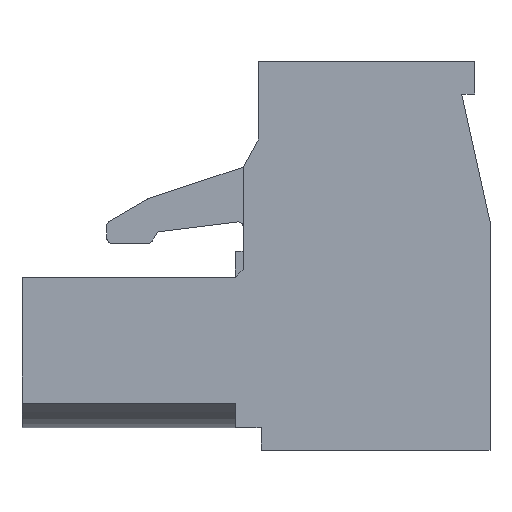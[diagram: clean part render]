
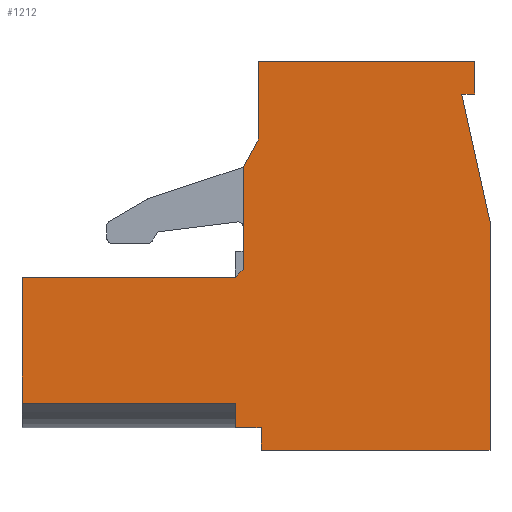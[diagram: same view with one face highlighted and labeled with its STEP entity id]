
A CAD part, left-side view. The second image highlights one B-rep face of the part: STEP entity #1212.
In plain terms, the highlighted planar face has unit normal (-1, 0, 0).
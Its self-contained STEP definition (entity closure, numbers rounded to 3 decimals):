
#1212 = ADVANCED_FACE( '', ( #2548 ), #2549, .T. );
#2548 = FACE_OUTER_BOUND( '', #4070, .T. );
#2549 = PLANE( '', #4071 );
#4070 = EDGE_LOOP( '', ( #7236, #7237, #7238, #7239, #7240, #7241, #7242, #7243, #7244, #7245, #7246, #7247, #7248, #7249, #7250, #7251 ) );
#4071 = AXIS2_PLACEMENT_3D( '', #7252, #7253, #7254 );
#7236 = ORIENTED_EDGE( '', *, *, #10483, .T. );
#7237 = ORIENTED_EDGE( '', *, *, #10253, .F. );
#7238 = ORIENTED_EDGE( '', *, *, #9918, .T. );
#7239 = ORIENTED_EDGE( '', *, *, #10427, .T. );
#7240 = ORIENTED_EDGE( '', *, *, #10484, .T. );
#7241 = ORIENTED_EDGE( '', *, *, #10485, .T. );
#7242 = ORIENTED_EDGE( '', *, *, #9926, .T. );
#7243 = ORIENTED_EDGE( '', *, *, #10486, .T. );
#7244 = ORIENTED_EDGE( '', *, *, #10396, .T. );
#7245 = ORIENTED_EDGE( '', *, *, #9186, .T. );
#7246 = ORIENTED_EDGE( '', *, *, #10487, .T. );
#7247 = ORIENTED_EDGE( '', *, *, #9596, .T. );
#7248 = ORIENTED_EDGE( '', *, *, #10488, .T. );
#7249 = ORIENTED_EDGE( '', *, *, #10489, .T. );
#7250 = ORIENTED_EDGE( '', *, *, #10026, .T. );
#7251 = ORIENTED_EDGE( '', *, *, #10020, .T. );
#7252 = CARTESIAN_POINT( '', ( -7.62, 0., 0. ) );
#7253 = DIRECTION( '', ( -1., 0., 0. ) );
#7254 = DIRECTION( '', ( 0., 0., 1. ) );
#9186 = EDGE_CURVE( '', #10944, #10945, #10946, .T. );
#9596 = EDGE_CURVE( '', #11666, #11664, #11667, .T. );
#9918 = EDGE_CURVE( '', #12176, #12177, #12178, .T. );
#9926 = EDGE_CURVE( '', #12190, #12188, #12191, .T. );
#10020 = EDGE_CURVE( '', #12338, #12336, #12339, .T. );
#10026 = EDGE_CURVE( '', #12343, #12338, #12348, .F. );
#10253 = EDGE_CURVE( '', #12176, #12683, #12686, .T. );
#10396 = EDGE_CURVE( '', #12888, #10944, #12889, .T. );
#10427 = EDGE_CURVE( '', #12177, #12932, #12933, .T. );
#10483 = EDGE_CURVE( '', #12336, #12683, #13010, .T. );
#10484 = EDGE_CURVE( '', #12932, #13011, #13012, .T. );
#10485 = EDGE_CURVE( '', #13011, #12190, #13013, .T. );
#10486 = EDGE_CURVE( '', #12188, #12888, #13014, .T. );
#10487 = EDGE_CURVE( '', #10945, #11666, #13015, .T. );
#10488 = EDGE_CURVE( '', #11664, #13016, #13017, .T. );
#10489 = EDGE_CURVE( '', #13016, #12343, #13018, .T. );
#10944 = VERTEX_POINT( '', #13541 );
#10945 = VERTEX_POINT( '', #13542 );
#10946 = LINE( '', #13543, #13544 );
#11664 = VERTEX_POINT( '', #14554 );
#11666 = VERTEX_POINT( '', #14557 );
#11667 = LINE( '', #14558, #14559 );
#12176 = VERTEX_POINT( '', #15292 );
#12177 = VERTEX_POINT( '', #15293 );
#12178 = LINE( '', #15294, #15295 );
#12188 = VERTEX_POINT( '', #15309 );
#12190 = VERTEX_POINT( '', #15312 );
#12191 = LINE( '', #15313, #15314 );
#12336 = VERTEX_POINT( '', #15526 );
#12338 = VERTEX_POINT( '', #15529 );
#12339 = LINE( '', #15530, #15531 );
#12343 = VERTEX_POINT( '', #15536 );
#12348 = LINE( '', #15544, #15545 );
#12683 = VERTEX_POINT( '', #16047 );
#12686 = LINE( '', #16052, #16053 );
#12888 = VERTEX_POINT( '', #16345 );
#12889 = LINE( '', #16346, #16347 );
#12932 = VERTEX_POINT( '', #16412 );
#12933 = LINE( '', #16413, #16414 );
#13010 = LINE( '', #16527, #16528 );
#13011 = VERTEX_POINT( '', #16529 );
#13012 = LINE( '', #16530, #16531 );
#13013 = LINE( '', #16532, #16533 );
#13014 = LINE( '', #16534, #16535 );
#13015 = LINE( '', #16536, #16537 );
#13016 = VERTEX_POINT( '', #16538 );
#13017 = LINE( '', #16539, #16540 );
#13018 = LINE( '', #16541, #16542 );
#13541 = CARTESIAN_POINT( '', ( -7.62, -3.85, 9.4 ) );
#13542 = CARTESIAN_POINT( '', ( -7.62, -3.85, 10.65 ) );
#13543 = CARTESIAN_POINT( '', ( -7.62, -3.85, 9.4 ) );
#13544 = VECTOR( '', #17257, 1000. );
#14554 = CARTESIAN_POINT( '', ( -7.62, 4.55, 7.65 ) );
#14557 = CARTESIAN_POINT( '', ( -7.62, 4.55, 10.65 ) );
#14558 = CARTESIAN_POINT( '', ( -7.62, 4.55, 10.65 ) );
#14559 = VECTOR( '', #17683, 1000. );
#15292 = CARTESIAN_POINT( '', ( -7.62, 5.45, -2.625 ) );
#15293 = CARTESIAN_POINT( '', ( -7.62, 5.45, -3.575 ) );
#15294 = CARTESIAN_POINT( '', ( -7.62, 5.45, -2.625 ) );
#15295 = VECTOR( '', #18004, 1000. );
#15309 = CARTESIAN_POINT( '', ( -7.62, -4.45, 4.45 ) );
#15312 = CARTESIAN_POINT( '', ( -7.62, -4.45, -4.45 ) );
#15313 = CARTESIAN_POINT( '', ( -7.62, -4.45, -4.45 ) );
#15314 = VECTOR( '', #18013, 1000. );
#15526 = CARTESIAN_POINT( '', ( -7.62, 13.75, 2.275 ) );
#15529 = CARTESIAN_POINT( '', ( -7.62, 5.45, 2.275 ) );
#15530 = CARTESIAN_POINT( '', ( -7.62, 5.15, 2.275 ) );
#15531 = VECTOR( '', #18103, 1000. );
#15536 = CARTESIAN_POINT( '', ( -7.62, 5.15, 2.575 ) );
#15544 = CARTESIAN_POINT( '', ( -7.62, 5.15, 2.575 ) );
#15545 = VECTOR( '', #18108, 1000. );
#16047 = CARTESIAN_POINT( '', ( -7.62, 13.75, -2.625 ) );
#16052 = CARTESIAN_POINT( '', ( -7.62, 5.45, -2.625 ) );
#16053 = VECTOR( '', #18315, 1000. );
#16345 = CARTESIAN_POINT( '', ( -7.62, -3.35, 9.4 ) );
#16346 = CARTESIAN_POINT( '', ( -7.62, -3.35, 9.4 ) );
#16347 = VECTOR( '', #18442, 1000. );
#16412 = CARTESIAN_POINT( '', ( -7.62, 4.45, -3.575 ) );
#16413 = CARTESIAN_POINT( '', ( -7.62, 13.75, -3.575 ) );
#16414 = VECTOR( '', #18474, 1000. );
#16527 = CARTESIAN_POINT( '', ( -7.62, 13.75, 2.275 ) );
#16528 = VECTOR( '', #18523, 1000. );
#16529 = CARTESIAN_POINT( '', ( -7.62, 4.45, -4.45 ) );
#16530 = CARTESIAN_POINT( '', ( -7.62, 4.45, -3.575 ) );
#16531 = VECTOR( '', #18524, 1000. );
#16532 = CARTESIAN_POINT( '', ( -7.62, 4.45, -4.45 ) );
#16533 = VECTOR( '', #18525, 1000. );
#16534 = CARTESIAN_POINT( '', ( -7.62, -4.45, 4.45 ) );
#16535 = VECTOR( '', #18526, 1000. );
#16536 = CARTESIAN_POINT( '', ( -7.62, -3.85, 10.65 ) );
#16537 = VECTOR( '', #18527, 1000. );
#16538 = CARTESIAN_POINT( '', ( -7.62, 5.15, 6.55 ) );
#16539 = CARTESIAN_POINT( '', ( -7.62, 4.55, 7.65 ) );
#16540 = VECTOR( '', #18528, 1000. );
#16541 = CARTESIAN_POINT( '', ( -7.62, 5.15, 6.55 ) );
#16542 = VECTOR( '', #18529, 1000. );
#17257 = DIRECTION( '', ( 0., 0., 1. ) );
#17683 = DIRECTION( '', ( 0., 0., -1. ) );
#18004 = DIRECTION( '', ( 0., 0., -1. ) );
#18013 = DIRECTION( '', ( 0., 0., 1. ) );
#18103 = DIRECTION( '', ( 0., 1., 0. ) );
#18108 = DIRECTION( '', ( 0., -0.707, 0.707 ) );
#18315 = DIRECTION( '', ( 0., 1., 0. ) );
#18442 = DIRECTION( '', ( 0., -1., 0. ) );
#18474 = DIRECTION( '', ( 0., -1., 0. ) );
#18523 = DIRECTION( '', ( 0., 0., -1. ) );
#18524 = DIRECTION( '', ( 0., 0., -1. ) );
#18525 = DIRECTION( '', ( 0., -1., 0. ) );
#18526 = DIRECTION( '', ( 0., 0.217, 0.976 ) );
#18527 = DIRECTION( '', ( 0., 1., 0. ) );
#18528 = DIRECTION( '', ( 0., 0.479, -0.878 ) );
#18529 = DIRECTION( '', ( 0., 0., -1. ) );
